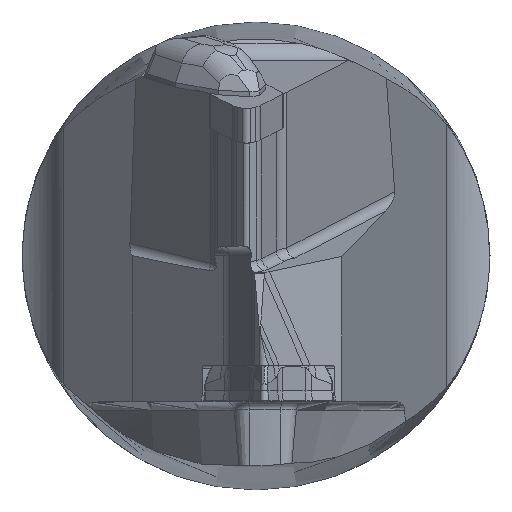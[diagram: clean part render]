
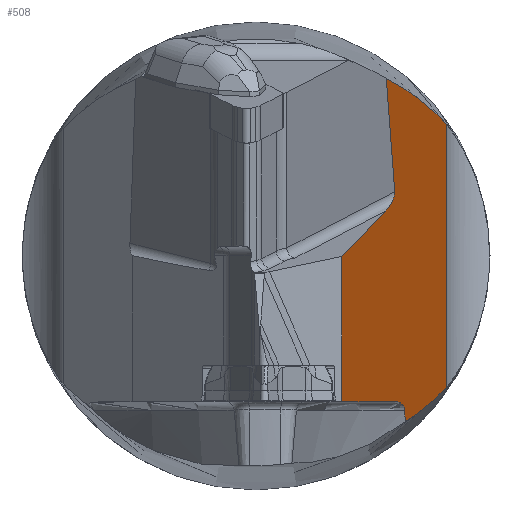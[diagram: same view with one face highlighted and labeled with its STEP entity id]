
A CAD part, top view. The second image highlights one B-rep face of the part: STEP entity #508.
In plain terms, the highlighted planar face has unit normal (0.983, 0, 0.182).
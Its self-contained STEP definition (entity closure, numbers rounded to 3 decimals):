
#297=B_SPLINE_CURVE_WITH_KNOTS('',3,(#6135,#6136,#6137,#6138,#6139,#6140,
#6141,#6142,#6143,#6144),.UNSPECIFIED.,.F.,.F.,(4,2,2,2,4),(0.,0.125,
0.25,0.5,1.),.UNSPECIFIED.);
#298=B_SPLINE_CURVE_WITH_KNOTS('',3,(#6146,#6147,#6148,#6149),
 .UNSPECIFIED.,.F.,.F.,(4,4),(0.,1.),.UNSPECIFIED.);
#451=ELLIPSE('',#4331,189.621,33.882);
#452=ELLIPSE('',#4332,189.621,33.882);
#457=ELLIPSE('',#4339,9.513,1.6);
#508=ADVANCED_FACE('FP_CL_L_SU1',(#829),#722,.T.);
#722=PLANE('',#4340);
#829=FACE_OUTER_BOUND('',#1051,.T.);
#1051=EDGE_LOOP('',(#1517,#1518,#1519,#1520,#1521,#1522,#1523,#1524,#1525,
#1526));
#1517=ORIENTED_EDGE('',*,*,#3074,.F.);
#1518=ORIENTED_EDGE('',*,*,#3089,.T.);
#1519=ORIENTED_EDGE('',*,*,#3072,.F.);
#1520=ORIENTED_EDGE('',*,*,#3086,.F.);
#1521=ORIENTED_EDGE('',*,*,#3090,.T.);
#1522=ORIENTED_EDGE('',*,*,#3091,.F.);
#1523=ORIENTED_EDGE('',*,*,#3032,.F.);
#1524=ORIENTED_EDGE('',*,*,#3092,.F.);
#1525=ORIENTED_EDGE('',*,*,#3093,.F.);
#1526=ORIENTED_EDGE('',*,*,#3094,.T.);
#2628=VERTEX_POINT('',#5908);
#2629=VERTEX_POINT('',#5910);
#2656=VERTEX_POINT('',#6015);
#2657=VERTEX_POINT('',#6017);
#2658=VERTEX_POINT('',#6036);
#2659=VERTEX_POINT('',#6038);
#2668=VERTEX_POINT('',#6123);
#2670=VERTEX_POINT('',#6131);
#2671=VERTEX_POINT('',#6134);
#2672=VERTEX_POINT('',#6145);
#3032=EDGE_CURVE('',#2628,#2629,#3605,.T.);
#3072=EDGE_CURVE('',#2656,#2657,#451,.T.);
#3074=EDGE_CURVE('',#2658,#2659,#452,.T.);
#3086=EDGE_CURVE('',#2668,#2656,#3625,.T.);
#3089=EDGE_CURVE('',#2658,#2657,#3627,.T.);
#3090=EDGE_CURVE('',#2668,#2670,#457,.T.);
#3091=EDGE_CURVE('',#2629,#2670,#3628,.T.);
#3092=EDGE_CURVE('',#2671,#2628,#3629,.T.);
#3093=EDGE_CURVE('',#2672,#2671,#297,.T.);
#3094=EDGE_CURVE('',#2672,#2659,#298,.T.);
#3605=LINE('',#5909,#3908);
#3625=LINE('',#6124,#3928);
#3627=LINE('',#6129,#3930);
#3628=LINE('',#6132,#3931);
#3629=LINE('',#6133,#3932);
#3908=VECTOR('',#4755,1.);
#3928=VECTOR('',#4839,1.);
#3930=VECTOR('',#4845,1.);
#3931=VECTOR('',#4848,1.);
#3932=VECTOR('',#4849,1.);
#4331=AXIS2_PLACEMENT_3D('',#6016,#4826,#4827);
#4332=AXIS2_PLACEMENT_3D('',#6037,#4828,#4829);
#4339=AXIS2_PLACEMENT_3D('',#6130,#4846,#4847);
#4340=AXIS2_PLACEMENT_3D('',#6150,#4850,#4851);
#4755=DIRECTION('',(0.,1.,0.));
#4826=DIRECTION('',(-0.983,0.,-0.182));
#4827=DIRECTION('',(0.182,0.,-0.983));
#4828=DIRECTION('',(-0.983,0.,-0.182));
#4829=DIRECTION('',(0.182,0.,-0.983));
#4839=DIRECTION('',(-0.069,0.925,0.374));
#4845=DIRECTION('',(0.,1.,0.));
#4846=DIRECTION('',(-0.983,0.,-0.182));
#4847=DIRECTION('',(0.179,0.182,-0.967));
#4848=DIRECTION('',(0.179,0.188,-0.966));
#4849=DIRECTION('',(-0.182,0.,0.983));
#4850=DIRECTION('',(0.983,0.,0.182));
#4851=DIRECTION('',(-0.182,0.,0.983));
#5908=CARTESIAN_POINT('',(14.689,-25.1,139.588));
#5909=CARTESIAN_POINT('',(14.689,168.21,139.588));
#5910=CARTESIAN_POINT('',(14.689,-0.27,139.588));
#6015=CARTESIAN_POINT('',(22.308,30.274,98.479));
#6016=CARTESIAN_POINT('',(6.792,0.,182.197));
#6017=CARTESIAN_POINT('',(32.575,22.558,43.084));
#6036=CARTESIAN_POINT('',(32.575,-22.558,43.084));
#6037=CARTESIAN_POINT('',(6.792,0.,182.197));
#6038=CARTESIAN_POINT('',(25.576,-28.439,80.849));
#6123=CARTESIAN_POINT('',(23.76,10.874,90.644));
#6124=CARTESIAN_POINT('',(18.399,82.495,119.571));
#6129=CARTESIAN_POINT('',(32.575,100.,43.084));
#6130=CARTESIAN_POINT('',(22.059,9.09,99.825));
#6131=CARTESIAN_POINT('',(22.172,7.578,99.215));
#6132=CARTESIAN_POINT('',(13.476,-1.542,146.135));
#6133=CARTESIAN_POINT('',(10.906,-25.1,160.));
#6134=CARTESIAN_POINT('',(24.241,-25.1,88.05));
#6135=CARTESIAN_POINT('',(25.457,-26.561,81.489));
#6136=CARTESIAN_POINT('',(25.439,-26.281,81.584));
#6137=CARTESIAN_POINT('',(25.388,-26.121,81.862));
#6138=CARTESIAN_POINT('',(25.293,-25.859,82.374));
#6139=CARTESIAN_POINT('',(25.242,-25.761,82.648));
#6140=CARTESIAN_POINT('',(25.089,-25.512,83.474));
#6141=CARTESIAN_POINT('',(24.984,-25.405,84.042));
#6142=CARTESIAN_POINT('',(24.667,-25.159,85.75));
#6143=CARTESIAN_POINT('',(24.454,-25.1,86.9));
#6144=CARTESIAN_POINT('',(24.241,-25.1,88.05));
#6145=CARTESIAN_POINT('',(25.457,-26.561,81.489));
#6146=CARTESIAN_POINT('',(25.457,-26.561,81.489));
#6147=CARTESIAN_POINT('',(25.497,-27.186,81.274));
#6148=CARTESIAN_POINT('',(25.536,-27.812,81.061));
#6149=CARTESIAN_POINT('',(25.576,-28.439,80.849));
#6150=CARTESIAN_POINT('',(10.906,100.,160.));
